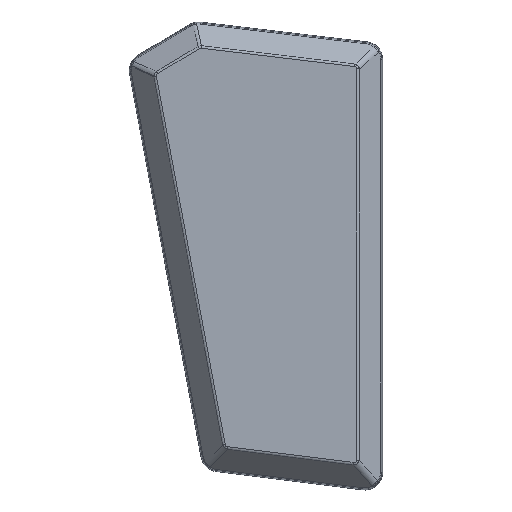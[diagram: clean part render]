
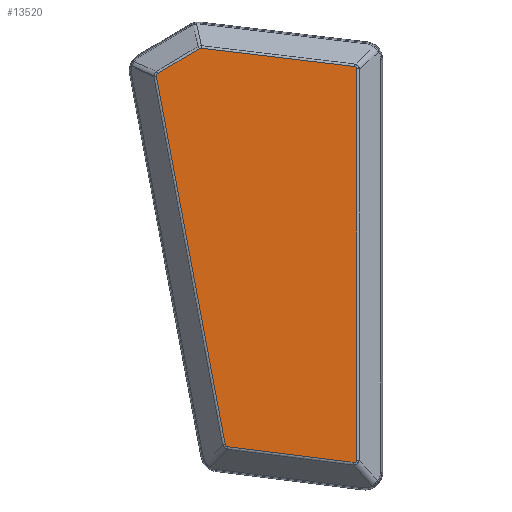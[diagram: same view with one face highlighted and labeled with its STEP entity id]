
A CAD part, top view. The second image highlights one B-rep face of the part: STEP entity #13520.
In plain terms, the highlighted planar face has unit normal (0, 0, 1).
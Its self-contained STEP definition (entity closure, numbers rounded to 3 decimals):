
#99 = DIRECTION ( 'NONE',  ( -0.992, 0.124, 0. ) ) ;
#181 =( BOUNDED_CURVE ( )  B_SPLINE_CURVE ( 3, ( #7000, #4740, #5916, #398 ),
 .UNSPECIFIED., .F., .F. ) 
 B_SPLINE_CURVE_WITH_KNOTS ( ( 4, 4 ),
 ( 2.911, 3.372 ),
 .UNSPECIFIED. ) 
 CURVE ( )  GEOMETRIC_REPRESENTATION_ITEM ( )  RATIONAL_B_SPLINE_CURVE ( ( 1., 0.982, 0.982, 1. ) ) 
 REPRESENTATION_ITEM ( '' )  );
#398 = CARTESIAN_POINT ( 'NONE',  ( -71.469, 67.728, 17.78 ) ) ;
#458 = VECTOR ( 'NONE', #8974, 1000. ) ;
#606 = EDGE_CURVE ( 'NONE', #11091, #1895, #11419, .T. ) ;
#774 = VERTEX_POINT ( 'NONE', #13848 ) ;
#1051 = VERTEX_POINT ( 'NONE', #4258 ) ;
#1655 = CARTESIAN_POINT ( 'NONE',  ( -28.009, 62.554, 17.78 ) ) ;
#1895 = VERTEX_POINT ( 'NONE', #12461 ) ;
#1941 = EDGE_CURVE ( 'NONE', #7916, #2013, #181, .T. ) ;
#2013 = VERTEX_POINT ( 'NONE', #6068 ) ;
#2274 = VERTEX_POINT ( 'NONE', #14271 ) ;
#2290 = ORIENTED_EDGE ( 'NONE', *, *, #9794, .F. ) ;
#2660 = ORIENTED_EDGE ( 'NONE', *, *, #10368, .F. ) ;
#3393 = LINE ( 'NONE', #3394, #458 ) ;
#3394 = CARTESIAN_POINT ( 'NONE',  ( -27.385, -48.464, 17.78 ) ) ;
#3529 = DIRECTION ( 'NONE',  ( 0.993, -0.118, 0. ) ) ;
#3655 = CARTESIAN_POINT ( 'NONE',  ( -64.018, -45.017, 17.78 ) ) ;
#3686 = CARTESIAN_POINT ( 'NONE',  ( -64.527, -44.738, 17.78 ) ) ;
#3741 = EDGE_LOOP ( 'NONE', ( #6035, #12956, #10060, #5337, #10116, #11552, #12316, #8244, #2660, #2290, #9636 ) ) ;
#3784 = DIRECTION ( 'NONE',  ( 0., 0., 1. ) ) ;
#4218 = VECTOR ( 'NONE', #99, 1000. ) ;
#4235 = VERTEX_POINT ( 'NONE', #5317 ) ;
#4258 = CARTESIAN_POINT ( 'NONE',  ( -84.097, 59.799, 17.78 ) ) ;
#4740 = CARTESIAN_POINT ( 'NONE',  ( -71.779, 67.714, 17.78 ) ) ;
#4821 = CARTESIAN_POINT ( 'NONE',  ( -64.596, -44.605, 17.78 ) ) ;
#5170 = CARTESIAN_POINT ( 'NONE',  ( -27.385, -49.299, 17.78 ) ) ;
#5175 = FACE_OUTER_BOUND ( 'NONE', #3741, .T. ) ;
#5317 = CARTESIAN_POINT ( 'NONE',  ( -28.18, -49.497, 17.78 ) ) ;
#5337 = ORIENTED_EDGE ( 'NONE', *, *, #11071, .F. ) ;
#5425 = CARTESIAN_POINT ( 'NONE',  ( -84.097, 59.799, 17.78 ) ) ;
#5529 = CARTESIAN_POINT ( 'NONE',  ( -27.385, 61.852, 17.78 ) ) ;
#5916 = CARTESIAN_POINT ( 'NONE',  ( -71.627, 67.747, 17.78 ) ) ;
#6035 = ORIENTED_EDGE ( 'NONE', *, *, #12427, .F. ) ;
#6068 = CARTESIAN_POINT ( 'NONE',  ( -71.469, 67.728, 17.78 ) ) ;
#6205 = VECTOR ( 'NONE', #13395, 1000. ) ;
#6591 = CARTESIAN_POINT ( 'NONE',  ( -64.018, -45.017, 17.78 ) ) ;
#6708 = CARTESIAN_POINT ( 'NONE',  ( -63.806, -45.044, 17.78 ) ) ;
#6872 = LINE ( 'NONE', #7835, #6205 ) ;
#7000 = CARTESIAN_POINT ( 'NONE',  ( -71.916, 67.632, 17.78 ) ) ;
#7167 = LINE ( 'NONE', #6708, #4218 ) ;
#7365 = CARTESIAN_POINT ( 'NONE',  ( -28.18, -49.497, 17.78 ) ) ;
#7651 = CARTESIAN_POINT ( 'NONE',  ( -83.765, 60.535, 17.78 ) ) ;
#7835 = CARTESIAN_POINT ( 'NONE',  ( -72.002, 67.581, 17.78 ) ) ;
#7916 = VERTEX_POINT ( 'NONE', #9535 ) ;
#7978 = LINE ( 'NONE', #9067, #13557 ) ;
#8244 = ORIENTED_EDGE ( 'NONE', *, *, #10164, .F. ) ;
#8675 = EDGE_CURVE ( 'NONE', #2274, #7916, #6872, .T. ) ;
#8974 = DIRECTION ( 'NONE',  ( 0., -1., 0. ) ) ;
#9067 = CARTESIAN_POINT ( 'NONE',  ( -28.267, 62.585, 17.78 ) ) ;
#9408 = CARTESIAN_POINT ( 'NONE',  ( -27.385, 61.852, 17.78 ) ) ;
#9412 = LINE ( 'NONE', #9905, #12014 ) ;
#9535 = CARTESIAN_POINT ( 'NONE',  ( -71.916, 67.632, 17.78 ) ) ;
#9563 =( BOUNDED_CURVE ( )  B_SPLINE_CURVE ( 3, ( #12171, #14375, #13263, #5529 ),
 .UNSPECIFIED., .F., .T. ) 
 B_SPLINE_CURVE_WITH_KNOTS ( ( 4, 4 ),
 ( 2.653, 3.63 ),
 .UNSPECIFIED. ) 
 CURVE ( )  GEOMETRIC_REPRESENTATION_ITEM ( )  RATIONAL_B_SPLINE_CURVE ( ( 1., 0.922, 0.922, 1. ) ) 
 REPRESENTATION_ITEM ( '' )  );
#9636 = ORIENTED_EDGE ( 'NONE', *, *, #9728, .F. ) ;
#9728 = EDGE_CURVE ( 'NONE', #12108, #12109, #9563, .T. ) ;
#9794 = EDGE_CURVE ( 'NONE', #12109, #10816, #3393, .T. ) ;
#9905 = CARTESIAN_POINT ( 'NONE',  ( -84.059, 59.598, 17.78 ) ) ;
#10060 = ORIENTED_EDGE ( 'NONE', *, *, #8675, .F. ) ;
#10101 =( BOUNDED_CURVE ( )  B_SPLINE_CURVE ( 3, ( #12920, #5170, #14062, #7365 ),
 .UNSPECIFIED., .F., .T. ) 
 B_SPLINE_CURVE_WITH_KNOTS ( ( 4, 4 ),
 ( 2.583, 3.7 ),
 .UNSPECIFIED. ) 
 CURVE ( )  GEOMETRIC_REPRESENTATION_ITEM ( )  RATIONAL_B_SPLINE_CURVE ( ( 1., 0.899, 0.899, 1. ) ) 
 REPRESENTATION_ITEM ( '' )  );
#10116 = ORIENTED_EDGE ( 'NONE', *, *, #10527, .F. ) ;
#10164 = EDGE_CURVE ( 'NONE', #4235, #11091, #7167, .T. ) ;
#10293 = CARTESIAN_POINT ( 'NONE',  ( -64.18, -44.997, 17.78 ) ) ;
#10368 = EDGE_CURVE ( 'NONE', #10816, #4235, #10101, .T. ) ;
#10386 = PLANE ( 'NONE',  #10437 ) ;
#10399 = CARTESIAN_POINT ( 'NONE',  ( -64.316, -44.936, 17.78 ) ) ;
#10436 = CARTESIAN_POINT ( 'NONE',  ( -25.08, 64.527, 17.78 ) ) ;
#10437 = AXIS2_PLACEMENT_3D ( 'NONE', #10436, #3784, #11521 ) ;
#10527 = EDGE_CURVE ( 'NONE', #774, #1051, #9412, .T. ) ;
#10584 =( BOUNDED_CURVE ( )  B_SPLINE_CURVE ( 3, ( #11445, #3686, #4821, #12567 ),
 .UNSPECIFIED., .F., .T. ) 
 B_SPLINE_CURVE_WITH_KNOTS ( ( 4, 4 ),
 ( 0., 0.43 ),
 .UNSPECIFIED. ) 
 CURVE ( )  GEOMETRIC_REPRESENTATION_ITEM ( )  RATIONAL_B_SPLINE_CURVE ( ( 1., 0.985, 0.985, 1. ) ) 
 REPRESENTATION_ITEM ( '' )  );
#10706 =( BOUNDED_CURVE ( )  B_SPLINE_CURVE ( 3, ( #5425, #12063, #14322, #7651 ),
 .UNSPECIFIED., .F., .F. ) 
 B_SPLINE_CURVE_WITH_KNOTS ( ( 4, 4 ),
 ( 2.726, 3.557 ),
 .UNSPECIFIED. ) 
 CURVE ( )  GEOMETRIC_REPRESENTATION_ITEM ( )  RATIONAL_B_SPLINE_CURVE ( ( 1., 0.943, 0.943, 1. ) ) 
 REPRESENTATION_ITEM ( '' )  );
#10722 = EDGE_CURVE ( 'NONE', #1895, #774, #10584, .T. ) ;
#10816 = VERTEX_POINT ( 'NONE', #12715 ) ;
#11007 = DIRECTION ( 'NONE',  ( -0.184, 0.983, 0. ) ) ;
#11071 = EDGE_CURVE ( 'NONE', #1051, #2274, #10706, .T. ) ;
#11091 = VERTEX_POINT ( 'NONE', #6591 ) ;
#11419 =( BOUNDED_CURVE ( )  B_SPLINE_CURVE ( 3, ( #3655, #10293, #10399, #12530 ),
 .UNSPECIFIED., .F., .T. ) 
 B_SPLINE_CURVE_WITH_KNOTS ( ( 4, 4 ),
 ( 5.853, 6.283 ),
 .UNSPECIFIED. ) 
 CURVE ( )  GEOMETRIC_REPRESENTATION_ITEM ( )  RATIONAL_B_SPLINE_CURVE ( ( 1., 0.985, 0.985, 1. ) ) 
 REPRESENTATION_ITEM ( '' )  );
#11445 = CARTESIAN_POINT ( 'NONE',  ( -64.422, -44.837, 17.78 ) ) ;
#11521 = DIRECTION ( 'NONE',  ( -1., 0., 0. ) ) ;
#11552 = ORIENTED_EDGE ( 'NONE', *, *, #10722, .F. ) ;
#12014 = VECTOR ( 'NONE', #11007, 1000. ) ;
#12063 = CARTESIAN_POINT ( 'NONE',  ( -84.155, 60.111, 17.78 ) ) ;
#12108 = VERTEX_POINT ( 'NONE', #1655 ) ;
#12109 = VERTEX_POINT ( 'NONE', #9408 ) ;
#12171 = CARTESIAN_POINT ( 'NONE',  ( -28.009, 62.554, 17.78 ) ) ;
#12316 = ORIENTED_EDGE ( 'NONE', *, *, #606, .F. ) ;
#12427 = EDGE_CURVE ( 'NONE', #2013, #12108, #7978, .T. ) ;
#12461 = CARTESIAN_POINT ( 'NONE',  ( -64.422, -44.837, 17.78 ) ) ;
#12530 = CARTESIAN_POINT ( 'NONE',  ( -64.422, -44.837, 17.78 ) ) ;
#12567 = CARTESIAN_POINT ( 'NONE',  ( -64.626, -44.446, 17.78 ) ) ;
#12715 = CARTESIAN_POINT ( 'NONE',  ( -27.385, -48.795, 17.78 ) ) ;
#12920 = CARTESIAN_POINT ( 'NONE',  ( -27.385, -48.795, 17.78 ) ) ;
#12956 = ORIENTED_EDGE ( 'NONE', *, *, #1941, .F. ) ;
#13263 = CARTESIAN_POINT ( 'NONE',  ( -27.385, 62.253, 17.78 ) ) ;
#13395 = DIRECTION ( 'NONE',  ( 0.858, 0.514, 0. ) ) ;
#13520 = ADVANCED_FACE ( 'NONE', ( #5175 ), #10386, .T. ) ;
#13557 = VECTOR ( 'NONE', #3529, 1000. ) ;
#13848 = CARTESIAN_POINT ( 'NONE',  ( -64.626, -44.446, 17.78 ) ) ;
#14062 = CARTESIAN_POINT ( 'NONE',  ( -27.68, -49.56, 17.78 ) ) ;
#14271 = CARTESIAN_POINT ( 'NONE',  ( -83.765, 60.535, 17.78 ) ) ;
#14322 = CARTESIAN_POINT ( 'NONE',  ( -84.038, 60.372, 17.78 ) ) ;
#14375 = CARTESIAN_POINT ( 'NONE',  ( -27.611, 62.507, 17.78 ) ) ;
